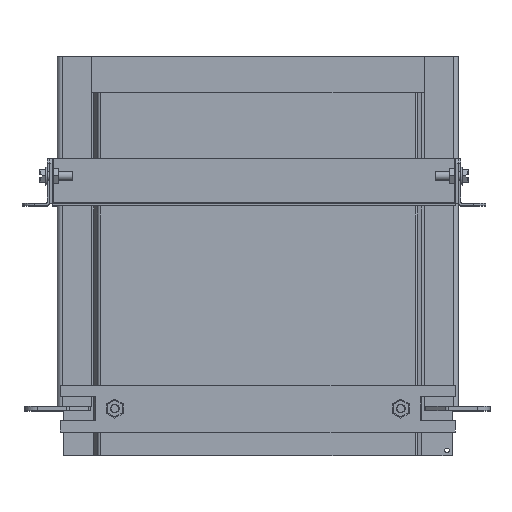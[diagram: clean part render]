
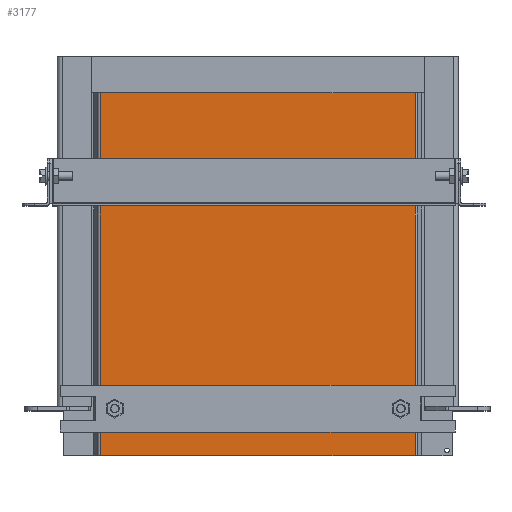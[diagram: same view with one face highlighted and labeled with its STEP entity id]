
A CAD part, top view. The second image highlights one B-rep face of the part: STEP entity #3177.
In plain terms, the highlighted planar face has unit normal (0, 0, 1).
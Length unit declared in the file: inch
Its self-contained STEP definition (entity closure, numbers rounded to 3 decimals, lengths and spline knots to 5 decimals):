
#477 = EDGE_CURVE ( 'NONE', #2334, #4973, #12113, .T. ) ;
#727 = CARTESIAN_POINT ( 'NONE',  ( 4.657, -6.563, 2.9325 ) ) ;
#730 = ORIENTED_EDGE ( 'NONE', *, *, #9317, .T. ) ;
#1507 = ORIENTED_EDGE ( 'NONE', *, *, #11546, .T. ) ;
#1892 = AXIS2_PLACEMENT_3D ( 'NONE', #727, #14502, #8779 ) ;
#2256 = LINE ( 'NONE', #10304, #10284 ) ;
#2334 = VERTEX_POINT ( 'NONE', #4165 ) ;
#2818 = EDGE_CURVE ( 'NONE', #6257, #5775, #3323, .T. ) ;
#2885 = CARTESIAN_POINT ( 'NONE',  ( -4.60801, 4.062, 2.9325 ) ) ;
#3177 = ADVANCED_FACE ( 'NONE', ( #9904, #6586, #4189 ), #7493, .F. ) ;
#3323 = LINE ( 'NONE', #13629, #4851 ) ;
#3325 = CIRCLE ( 'NONE', #11018, 0.1325 ) ;
#3463 = AXIS2_PLACEMENT_3D ( 'NONE', #14080, #3845, #12954 ) ;
#3761 = DIRECTION ( 'NONE',  ( -1., 0., 0. ) ) ;
#3786 = ORIENTED_EDGE ( 'NONE', *, *, #477, .T. ) ;
#3845 = DIRECTION ( 'NONE',  ( 0., 0., -1. ) ) ;
#4165 = CARTESIAN_POINT ( 'NONE',  ( 4.60801, 4.062, 2.9325 ) ) ;
#4189 = FACE_BOUND ( 'NONE', #5914, .T. ) ;
#4377 = CARTESIAN_POINT ( 'NONE',  ( 4.60801, -6.563, 2.9325 ) ) ;
#4851 = VECTOR ( 'NONE', #13705, 39.37008 ) ;
#4973 = VERTEX_POINT ( 'NONE', #2885 ) ;
#5775 = VERTEX_POINT ( 'NONE', #14511 ) ;
#5914 = EDGE_LOOP ( 'NONE', ( #730 ) ) ;
#6257 = VERTEX_POINT ( 'NONE', #4377 ) ;
#6300 = ORIENTED_EDGE ( 'NONE', *, *, #6411, .F. ) ;
#6411 = EDGE_CURVE ( 'NONE', #5775, #4973, #10606, .T. ) ;
#6586 = FACE_BOUND ( 'NONE', #9185, .T. ) ;
#6665 = VECTOR ( 'NONE', #3761, 39.37008 ) ;
#6923 = CARTESIAN_POINT ( 'NONE',  ( -4.60801, -6.563, 2.9325 ) ) ;
#6981 = DIRECTION ( 'NONE',  ( 0., -1., 0. ) ) ;
#7056 = CIRCLE ( 'NONE', #3463, 0.1325 ) ;
#7493 = PLANE ( 'NONE',  #1892 ) ;
#7524 = DIRECTION ( 'NONE',  ( 0., 0., -1. ) ) ;
#8779 = DIRECTION ( 'NONE',  ( -1., 0., 0. ) ) ;
#9041 = VERTEX_POINT ( 'NONE', #11451 ) ;
#9185 = EDGE_LOOP ( 'NONE', ( #1507 ) ) ;
#9317 = EDGE_CURVE ( 'NONE', #12275, #12275, #7056, .T. ) ;
#9904 = FACE_OUTER_BOUND ( 'NONE', #10322, .T. ) ;
#10284 = VECTOR ( 'NONE', #6981, 39.37008 ) ;
#10304 = CARTESIAN_POINT ( 'NONE',  ( 4.60801, -6.563, 2.9325 ) ) ;
#10322 = EDGE_LOOP ( 'NONE', ( #6300, #12509, #12102, #3786 ) ) ;
#10606 = LINE ( 'NONE', #6923, #10701 ) ;
#10701 = VECTOR ( 'NONE', #13999, 39.37008 ) ;
#10995 = DIRECTION ( 'NONE',  ( 0., 1., 0. ) ) ;
#11018 = AXIS2_PLACEMENT_3D ( 'NONE', #11828, #7524, #10995 ) ;
#11451 = CARTESIAN_POINT ( 'NONE',  ( -4.1875, -5.0555, 2.9325 ) ) ;
#11546 = EDGE_CURVE ( 'NONE', #9041, #9041, #3325, .T. ) ;
#11828 = CARTESIAN_POINT ( 'NONE',  ( -4.1875, -5.188, 2.9325 ) ) ;
#11834 = EDGE_CURVE ( 'NONE', #2334, #6257, #2256, .T. ) ;
#12102 = ORIENTED_EDGE ( 'NONE', *, *, #11834, .F. ) ;
#12113 = LINE ( 'NONE', #14375, #6665 ) ;
#12275 = VERTEX_POINT ( 'NONE', #14622 ) ;
#12509 = ORIENTED_EDGE ( 'NONE', *, *, #2818, .F. ) ;
#12954 = DIRECTION ( 'NONE',  ( 0., 1., 0. ) ) ;
#13629 = CARTESIAN_POINT ( 'NONE',  ( -4.80134, -6.563, 2.9325 ) ) ;
#13705 = DIRECTION ( 'NONE',  ( -1., 0., 0. ) ) ;
#13999 = DIRECTION ( 'NONE',  ( 0., 1., 0. ) ) ;
#14080 = CARTESIAN_POINT ( 'NONE',  ( 4.1875, -5.188, 2.9325 ) ) ;
#14375 = CARTESIAN_POINT ( 'NONE',  ( 5.6875, 4.062, 2.9325 ) ) ;
#14502 = DIRECTION ( 'NONE',  ( 0., 0., -1. ) ) ;
#14511 = CARTESIAN_POINT ( 'NONE',  ( -4.60801, -6.563, 2.9325 ) ) ;
#14622 = CARTESIAN_POINT ( 'NONE',  ( 4.1875, -5.0555, 2.9325 ) ) ;
